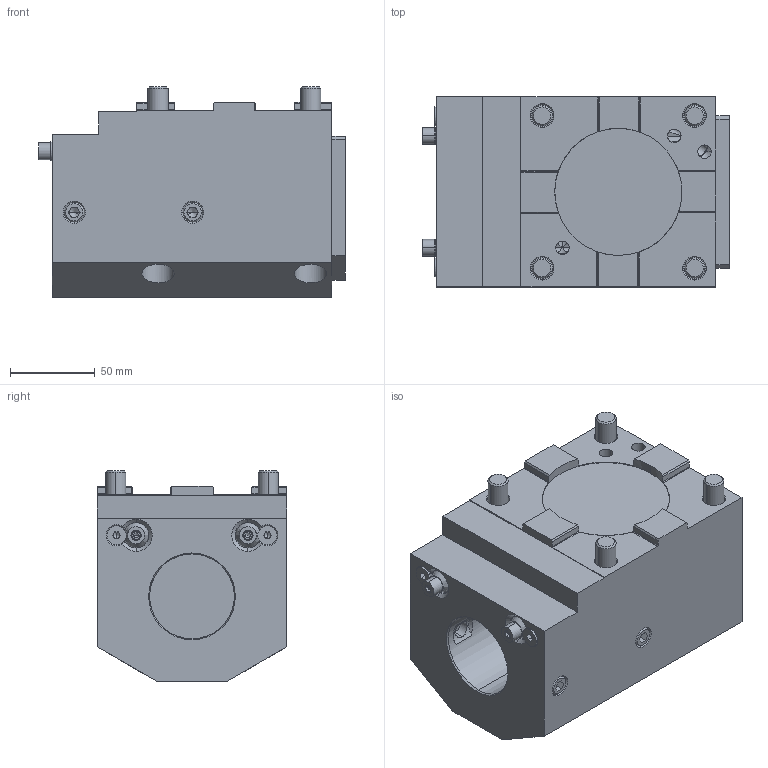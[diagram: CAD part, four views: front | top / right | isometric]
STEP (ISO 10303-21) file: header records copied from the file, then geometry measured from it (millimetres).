
FILE_DESCRIPTION (( 'STEP AP203' ), '1' );
FILE_NAME ('04-1154.STEP', '2023-11-21T00:25:40', ( '' ), ( '' ), 'SwSTEP 2.0', 'SolidWorks 2022', '' );
FILE_SCHEMA (( 'CONFIG_CONTROL_DESIGN' ));
Length unit declared in the file: inch
Products named in the file (1): 04-1154
Bounding box: 181 x 112 x 124 mm (x, y, z)
Surface area: 181394.8 mm2 (no closed solid volume)
Topology: 0 solids, 35 shells, 629 faces, 1555 edges, 944 vertices
Faces by surface type: plane 321, cone 157, cylinder 133, bspline 18
Entity records: 19996 total; most frequent: CARTESIAN_POINT 5334, DIRECTION 3109, ORIENTED_EDGE 2892, EDGE_CURVE 1506, AXIS2_PLACEMENT_3D 1129, VERTEX_POINT 944, LINE 851, VECTOR 851
